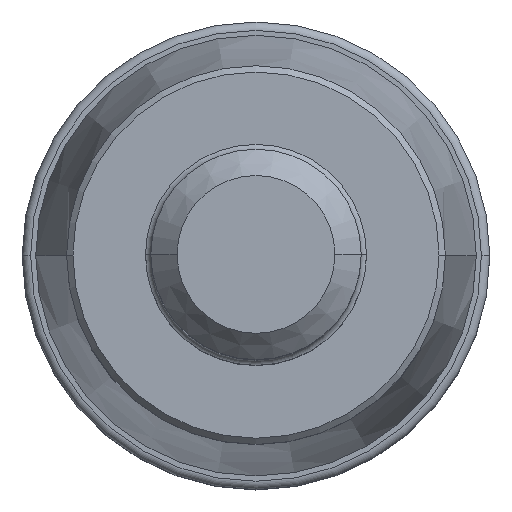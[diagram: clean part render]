
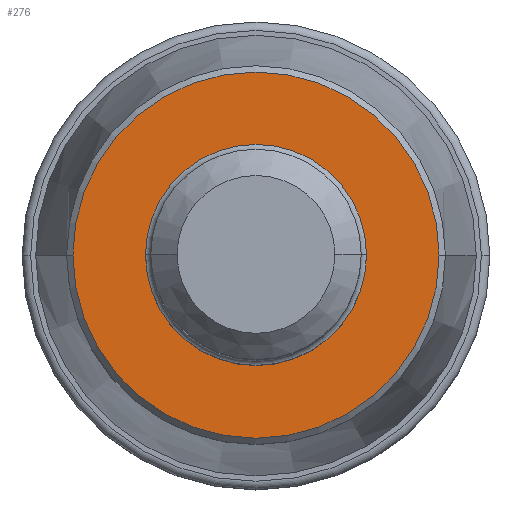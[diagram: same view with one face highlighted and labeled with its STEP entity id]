
A CAD part, top view. The second image highlights one B-rep face of the part: STEP entity #276.
In plain terms, the highlighted planar face has unit normal (0, 0, 1).
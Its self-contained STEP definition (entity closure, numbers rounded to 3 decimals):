
#154=PLANE('',#2104);
#162=FACE_BOUND('',#509,.T.);
#163=FACE_BOUND('',#510,.T.);
#276=ADVANCED_FACE('',(#162,#163),#154,.F.);
#509=EDGE_LOOP('',(#922,#923));
#510=EDGE_LOOP('',(#924,#925));
#922=ORIENTED_EDGE('',*,*,#1316,.F.);
#923=ORIENTED_EDGE('',*,*,#1319,.F.);
#924=ORIENTED_EDGE('',*,*,#1320,.F.);
#925=ORIENTED_EDGE('',*,*,#1321,.F.);
#1102=VERTEX_POINT('',#3940);
#1103=VERTEX_POINT('',#3941);
#1104=VERTEX_POINT('',#3948);
#1105=VERTEX_POINT('',#3949);
#1316=EDGE_CURVE('',#1102,#1103,#1601,.T.);
#1319=EDGE_CURVE('',#1103,#1102,#1602,.T.);
#1320=EDGE_CURVE('',#1104,#1105,#1603,.T.);
#1321=EDGE_CURVE('',#1105,#1104,#1604,.T.);
#1601=CIRCLE('',#2098,8.7);
#1602=CIRCLE('',#2100,8.7);
#1603=CIRCLE('',#2102,5.25);
#1604=CIRCLE('',#2103,5.25);
#2098=AXIS2_PLACEMENT_3D('',#3939,#2582,#2583);
#2100=AXIS2_PLACEMENT_3D('',#3945,#2588,#2589);
#2102=AXIS2_PLACEMENT_3D('',#3947,#2592,#2593);
#2103=AXIS2_PLACEMENT_3D('',#3950,#2594,#2595);
#2104=AXIS2_PLACEMENT_3D('',#3951,#2596,#2597);
#2582=DIRECTION('',(0.,0.,-1.));
#2583=DIRECTION('',(-1.,0.,0.));
#2588=DIRECTION('',(0.,0.,-1.));
#2589=DIRECTION('',(1.,0.,0.));
#2592=DIRECTION('',(0.,0.,1.));
#2593=DIRECTION('',(-1.,0.,0.));
#2594=DIRECTION('',(0.,0.,1.));
#2595=DIRECTION('',(1.,0.,0.));
#2596=DIRECTION('',(0.,0.,-1.));
#2597=DIRECTION('',(1.,0.,0.));
#3939=CARTESIAN_POINT('',(0.,0.,0.));
#3940=CARTESIAN_POINT('',(-8.7,0.,0.));
#3941=CARTESIAN_POINT('',(8.7,0.,0.));
#3945=CARTESIAN_POINT('',(0.,0.,0.));
#3947=CARTESIAN_POINT('',(0.,0.,0.));
#3948=CARTESIAN_POINT('',(-5.25,0.,0.));
#3949=CARTESIAN_POINT('',(5.25,0.,0.));
#3950=CARTESIAN_POINT('',(0.,0.,0.));
#3951=CARTESIAN_POINT('',(0.,0.,0.));
